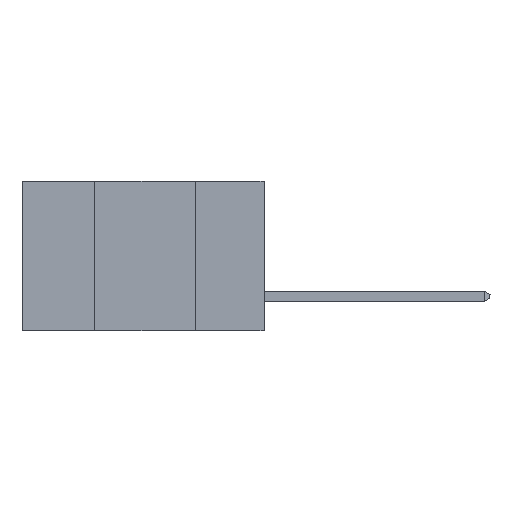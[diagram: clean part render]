
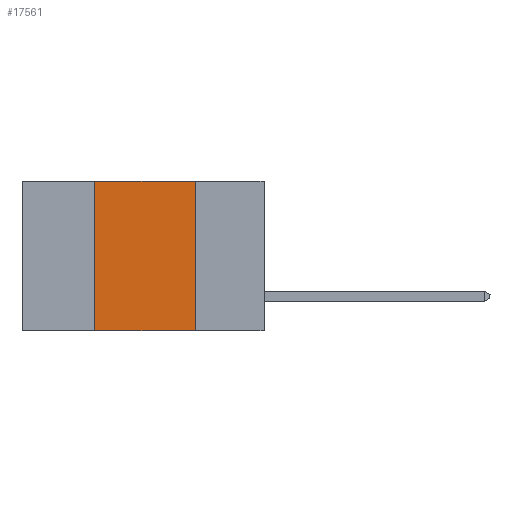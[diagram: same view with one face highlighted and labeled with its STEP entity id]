
A CAD part, left-side view. The second image highlights one B-rep face of the part: STEP entity #17561.
In plain terms, the highlighted planar face has unit normal (-1, 0, 0).
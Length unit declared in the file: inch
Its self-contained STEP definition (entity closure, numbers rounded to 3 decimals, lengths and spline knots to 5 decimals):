
#511 = ORIENTED_EDGE ( 'NONE', *, *, #24730, .T. ) ;
#953 = ORIENTED_EDGE ( 'NONE', *, *, #21952, .F. ) ;
#2370 = VERTEX_POINT ( 'NONE', #20256 ) ;
#2445 = LINE ( 'NONE', #16272, #6112 ) ;
#3340 = PLANE ( 'NONE',  #3757 ) ;
#3670 = CARTESIAN_POINT ( 'NONE',  ( 0., 0.6, -0.37 ) ) ;
#3690 = LINE ( 'NONE', #10302, #20606 ) ;
#3757 = AXIS2_PLACEMENT_3D ( 'NONE', #24182, #16455, #7317 ) ;
#5214 = DIRECTION ( 'NONE',  ( 0., -1., 0. ) ) ;
#6112 = VECTOR ( 'NONE', #19853, 39.37008 ) ;
#6173 = EDGE_LOOP ( 'NONE', ( #22600, #25288, #953, #511 ) ) ;
#7317 = DIRECTION ( 'NONE',  ( 0., 0., -1. ) ) ;
#7659 = EDGE_CURVE ( 'NONE', #15646, #2370, #2445, .T. ) ;
#8489 = VERTEX_POINT ( 'NONE', #9805 ) ;
#8770 = VERTEX_POINT ( 'NONE', #13630 ) ;
#9805 = CARTESIAN_POINT ( 'NONE',  ( 0., 0.42, 0. ) ) ;
#9832 = DIRECTION ( 'NONE',  ( 0., -1., 0. ) ) ;
#10302 = CARTESIAN_POINT ( 'NONE',  ( 0., 0.42, -0.37 ) ) ;
#10419 = FACE_OUTER_BOUND ( 'NONE', #6173, .T. ) ;
#11972 = DIRECTION ( 'NONE',  ( 0., 0., 1. ) ) ;
#13485 = CARTESIAN_POINT ( 'NONE',  ( 0., 0.17, 0. ) ) ;
#13630 = CARTESIAN_POINT ( 'NONE',  ( 0., 0.42, -0.37 ) ) ;
#15646 = VERTEX_POINT ( 'NONE', #13485 ) ;
#15727 = LINE ( 'NONE', #17660, #19321 ) ;
#16272 = CARTESIAN_POINT ( 'NONE',  ( 0., 0.17, -0.37 ) ) ;
#16455 = DIRECTION ( 'NONE',  ( 1., 0., 0. ) ) ;
#16570 = VECTOR ( 'NONE', #5214, 39.37008 ) ;
#17561 = ADVANCED_FACE ( 'NONE', ( #10419 ), #3340, .F. ) ;
#17660 = CARTESIAN_POINT ( 'NONE',  ( 0., 0.6, 0. ) ) ;
#18079 = EDGE_CURVE ( 'NONE', #8489, #15646, #15727, .T. ) ;
#19321 = VECTOR ( 'NONE', #9832, 39.37008 ) ;
#19853 = DIRECTION ( 'NONE',  ( 0., 0., -1. ) ) ;
#20256 = CARTESIAN_POINT ( 'NONE',  ( 0., 0.17, -0.37 ) ) ;
#20606 = VECTOR ( 'NONE', #11972, 39.37008 ) ;
#21212 = LINE ( 'NONE', #3670, #16570 ) ;
#21952 = EDGE_CURVE ( 'NONE', #8770, #8489, #3690, .T. ) ;
#22600 = ORIENTED_EDGE ( 'NONE', *, *, #7659, .F. ) ;
#24182 = CARTESIAN_POINT ( 'NONE',  ( 0., 0.6, 0. ) ) ;
#24730 = EDGE_CURVE ( 'NONE', #8770, #2370, #21212, .T. ) ;
#25288 = ORIENTED_EDGE ( 'NONE', *, *, #18079, .F. ) ;
